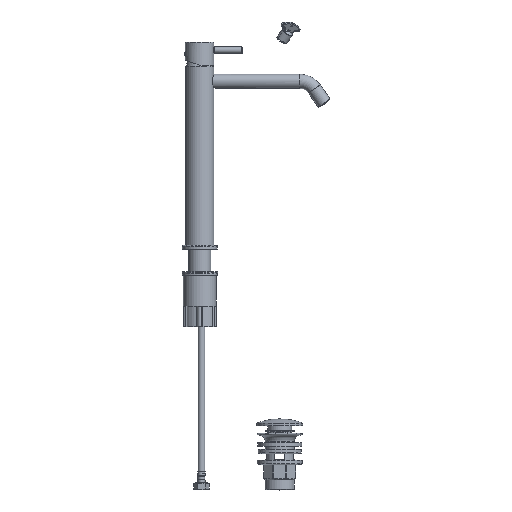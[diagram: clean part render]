
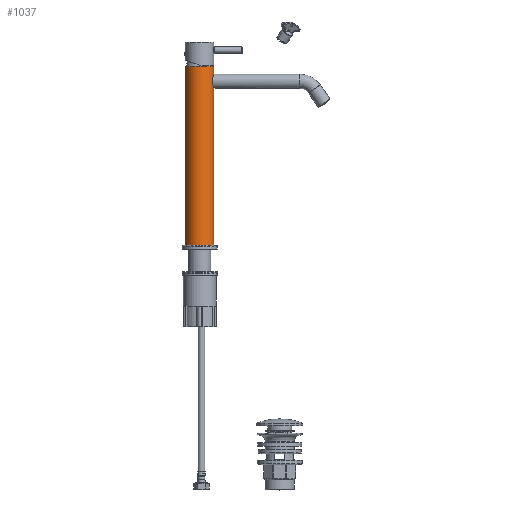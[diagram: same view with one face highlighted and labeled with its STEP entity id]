
A CAD part, top view. The second image highlights one B-rep face of the part: STEP entity #1037.
In plain terms, the highlighted cylindrical face has radius 20 mm (diameter 40 mm), a partial arc.
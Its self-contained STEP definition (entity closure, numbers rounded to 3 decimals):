
#307=CARTESIAN_POINT('',(19.299,231.,5.25));
#308=CARTESIAN_POINT('',(19.299,231.391,5.25));
#309=CARTESIAN_POINT('',(19.322,232.155,5.166));
#310=CARTESIAN_POINT('',(19.424,233.291,4.773));
#311=CARTESIAN_POINT('',(19.569,234.286,4.152));
#312=CARTESIAN_POINT('',(19.734,235.142,3.298));
#313=CARTESIAN_POINT('',(19.876,235.766,2.307));
#314=CARTESIAN_POINT('',(19.978,236.166,1.161));
#315=CARTESIAN_POINT('',(20.,236.25,0.393));
#316=CARTESIAN_POINT('',(20.,236.25,0.));
#318=CARTESIAN_POINT('',(20.,225.75,0.));
#319=CARTESIAN_POINT('',(20.,225.75,0.393));
#320=CARTESIAN_POINT('',(19.978,225.834,1.162));
#321=CARTESIAN_POINT('',(19.876,226.237,2.313));
#322=CARTESIAN_POINT('',(19.733,226.862,3.302));
#323=CARTESIAN_POINT('',(19.569,227.716,4.153));
#324=CARTESIAN_POINT('',(19.424,228.712,4.774));
#325=CARTESIAN_POINT('',(19.322,229.843,5.166));
#326=CARTESIAN_POINT('',(19.299,230.608,5.25));
#327=CARTESIAN_POINT('',(19.299,231.,5.25));
#329=CARTESIAN_POINT('',(0.,0.,0.));
#330=DIRECTION('',(0.,-1.,0.));
#331=DIRECTION('',(1.,0.,0.));
#332=AXIS2_PLACEMENT_3D('',#329,#330,#331);
#363=DIRECTION('',(0.,1.,0.));
#364=VECTOR('',#363,15.75);
#365=CARTESIAN_POINT('',(20.,236.25,0.));
#366=LINE('',#365,#364);
#367=DIRECTION('',(0.,1.,0.));
#368=VECTOR('',#367,252.);
#369=CARTESIAN_POINT('',(-20.,0.,0.));
#370=LINE('',#369,#368);
#376=DIRECTION('',(0.,1.,0.));
#377=VECTOR('',#376,225.75);
#378=CARTESIAN_POINT('',(20.,0.,0.));
#379=LINE('',#378,#377);
#396=CARTESIAN_POINT('',(0.,252.,0.));
#397=DIRECTION('',(0.,-1.,0.));
#398=DIRECTION('',(1.,0.,0.));
#399=AXIS2_PLACEMENT_3D('',#396,#397,#398);
#459=CARTESIAN_POINT('',(-20.,0.,0.));
#460=CARTESIAN_POINT('',(-20.,252.,0.));
#461=VERTEX_POINT('',#459);
#462=VERTEX_POINT('',#460);
#463=CARTESIAN_POINT('',(20.,0.,0.));
#464=VERTEX_POINT('',#463);
#465=CARTESIAN_POINT('',(20.,252.,0.));
#466=VERTEX_POINT('',#465);
#479=VERTEX_POINT('',#307);
#480=VERTEX_POINT('',#316);
#481=VERTEX_POINT('',#318);
#1017=CARTESIAN_POINT('',(0.,264.6,0.));
#1018=DIRECTION('',(0.,-1.,0.));
#1019=DIRECTION('',(-1.,0.,0.));
#1020=AXIS2_PLACEMENT_3D('',#1017,#1018,#1019);
#1021=CYLINDRICAL_SURFACE('',#1020,20.);
#1023=ORIENTED_EDGE('',*,*,#1022,.F.);
#1025=ORIENTED_EDGE('',*,*,#1024,.F.);
#1027=ORIENTED_EDGE('',*,*,#1026,.F.);
#1028=ORIENTED_EDGE('',*,*,#1006,.T.);
#1030=ORIENTED_EDGE('',*,*,#1029,.T.);
#1032=ORIENTED_EDGE('',*,*,#1031,.F.);
#1034=ORIENTED_EDGE('',*,*,#1033,.F.);
#1035=EDGE_LOOP('',(#1023,#1025,#1027,#1028,#1030,#1032,#1034));
#1036=FACE_OUTER_BOUND('',#1035,.F.);
#1037=ADVANCED_FACE('',(#1036),#1021,.T.);
#317=B_SPLINE_CURVE_WITH_KNOTS('',3,(#307,#308,#309,#310,#311,#312,#313,#314,
#315,#316),.UNSPECIFIED.,.F.,.F.,(4,1,1,1,1,1,1,4),(0.,0.143,
0.286,0.429,0.571,0.714,
0.857,1.),.UNSPECIFIED.);
#328=B_SPLINE_CURVE_WITH_KNOTS('',3,(#318,#319,#320,#321,#322,#323,#324,#325,
#326,#327),.UNSPECIFIED.,.F.,.F.,(4,1,1,1,1,1,1,4),(0.,0.143,
0.286,0.429,0.571,0.714,
0.857,1.),.UNSPECIFIED.);
#333=CIRCLE('',#332,20.);
#400=CIRCLE('',#399,20.);
#1006=EDGE_CURVE('',#464,#461,#333,.T.);
#1022=EDGE_CURVE('',#479,#480,#317,.T.);
#1024=EDGE_CURVE('',#481,#479,#328,.T.);
#1026=EDGE_CURVE('',#464,#481,#379,.T.);
#1029=EDGE_CURVE('',#461,#462,#370,.T.);
#1031=EDGE_CURVE('',#466,#462,#400,.T.);
#1033=EDGE_CURVE('',#480,#466,#366,.T.);
